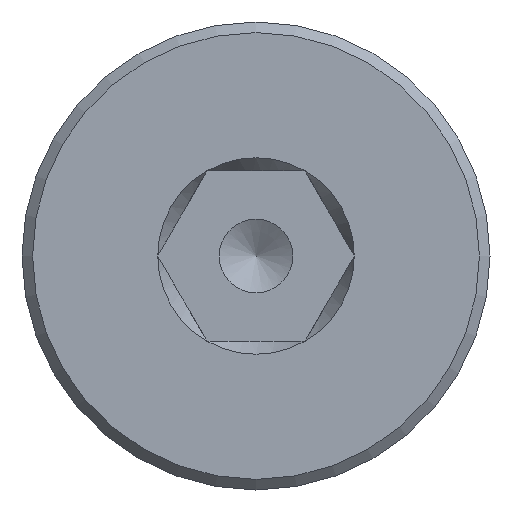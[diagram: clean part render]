
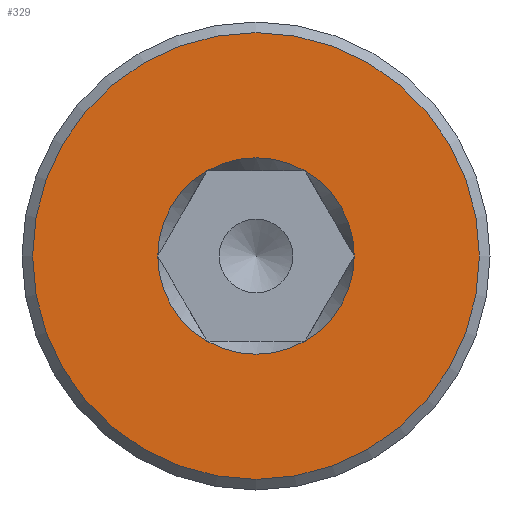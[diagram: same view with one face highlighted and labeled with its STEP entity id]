
A CAD part, left-side view. The second image highlights one B-rep face of the part: STEP entity #329.
In plain terms, the highlighted planar face has unit normal (-1, 0, 0).
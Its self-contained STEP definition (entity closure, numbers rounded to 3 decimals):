
#57=PLANE('',#375);
#78=FACE_BOUND('',#142,.T.);
#104=FACE_OUTER_BOUND('',#141,.T.);
#141=EDGE_LOOP('',(#286));
#142=EDGE_LOOP('',(#287,#288,#289,#290,#291,#292));
#152=CIRCLE('',#349,10.5);
#155=CIRCLE('',#364,4.619);
#156=CIRCLE('',#366,4.619);
#157=CIRCLE('',#368,4.619);
#158=CIRCLE('',#370,4.619);
#159=CIRCLE('',#372,4.619);
#160=CIRCLE('',#374,4.619);
#170=VERTEX_POINT('',#505);
#173=VERTEX_POINT('',#516);
#176=VERTEX_POINT('',#521);
#177=VERTEX_POINT('',#627);
#179=VERTEX_POINT('',#735);
#181=VERTEX_POINT('',#843);
#183=VERTEX_POINT('',#951);
#194=EDGE_CURVE('',#170,#170,#152,.T.);
#215=EDGE_CURVE('',#179,#181,#155,.T.);
#216=EDGE_CURVE('',#181,#183,#156,.T.);
#217=EDGE_CURVE('',#183,#176,#157,.T.);
#218=EDGE_CURVE('',#176,#173,#158,.T.);
#219=EDGE_CURVE('',#173,#177,#159,.T.);
#220=EDGE_CURVE('',#177,#179,#160,.T.);
#286=ORIENTED_EDGE('',*,*,#194,.T.);
#287=ORIENTED_EDGE('',*,*,#220,.F.);
#288=ORIENTED_EDGE('',*,*,#219,.F.);
#289=ORIENTED_EDGE('',*,*,#218,.F.);
#290=ORIENTED_EDGE('',*,*,#217,.F.);
#291=ORIENTED_EDGE('',*,*,#216,.F.);
#292=ORIENTED_EDGE('',*,*,#215,.F.);
#329=ADVANCED_FACE('',(#104,#78),#57,.F.);
#349=AXIS2_PLACEMENT_3D('',#506,#412,#413);
#364=AXIS2_PLACEMENT_3D('',#1165,#454,#455);
#366=AXIS2_PLACEMENT_3D('',#1167,#458,#459);
#368=AXIS2_PLACEMENT_3D('',#1169,#462,#463);
#370=AXIS2_PLACEMENT_3D('',#1171,#466,#467);
#372=AXIS2_PLACEMENT_3D('',#1173,#470,#471);
#374=AXIS2_PLACEMENT_3D('',#1175,#474,#475);
#375=AXIS2_PLACEMENT_3D('',#1176,#476,#477);
#412=DIRECTION('center_axis',(-1.,0.,0.));
#413=DIRECTION('ref_axis',(0.,1.,0.));
#454=DIRECTION('center_axis',(-1.,0.,0.));
#455=DIRECTION('ref_axis',(0.,1.,0.));
#458=DIRECTION('center_axis',(-1.,0.,0.));
#459=DIRECTION('ref_axis',(0.,1.,0.));
#462=DIRECTION('center_axis',(-1.,0.,0.));
#463=DIRECTION('ref_axis',(0.,1.,0.));
#466=DIRECTION('center_axis',(-1.,0.,0.));
#467=DIRECTION('ref_axis',(0.,1.,0.));
#470=DIRECTION('center_axis',(-1.,0.,0.));
#471=DIRECTION('ref_axis',(0.,1.,0.));
#474=DIRECTION('center_axis',(-1.,0.,0.));
#475=DIRECTION('ref_axis',(0.,1.,0.));
#476=DIRECTION('center_axis',(1.,0.,0.));
#477=DIRECTION('ref_axis',(0.,-1.,0.));
#505=CARTESIAN_POINT('',(-5.,-10.5,0.));
#506=CARTESIAN_POINT('Origin',(-5.,0.,0.));
#516=CARTESIAN_POINT('',(-5.,4.619,0.));
#521=CARTESIAN_POINT('',(-5.,2.309,4.));
#627=CARTESIAN_POINT('',(-5.,2.309,-4.));
#735=CARTESIAN_POINT('',(-5.,-2.309,-4.));
#843=CARTESIAN_POINT('',(-5.,-4.619,0.));
#951=CARTESIAN_POINT('',(-5.,-2.309,4.));
#1165=CARTESIAN_POINT('Origin',(-5.,0.,0.));
#1167=CARTESIAN_POINT('Origin',(-5.,0.,0.));
#1169=CARTESIAN_POINT('Origin',(-5.,0.,0.));
#1171=CARTESIAN_POINT('Origin',(-5.,0.,0.));
#1173=CARTESIAN_POINT('Origin',(-5.,0.,0.));
#1175=CARTESIAN_POINT('Origin',(-5.,0.,0.));
#1176=CARTESIAN_POINT('Origin',(-5.,5.25,0.));
